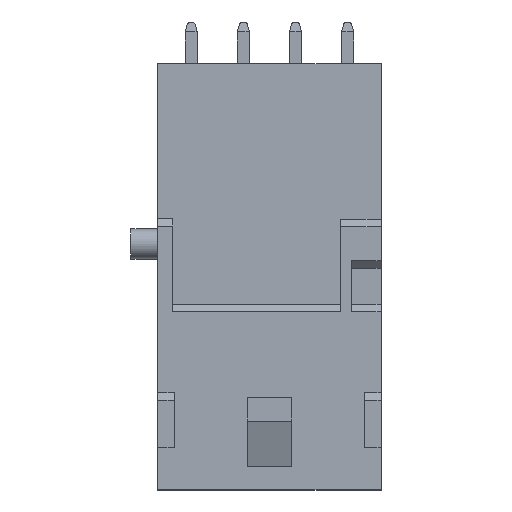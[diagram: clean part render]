
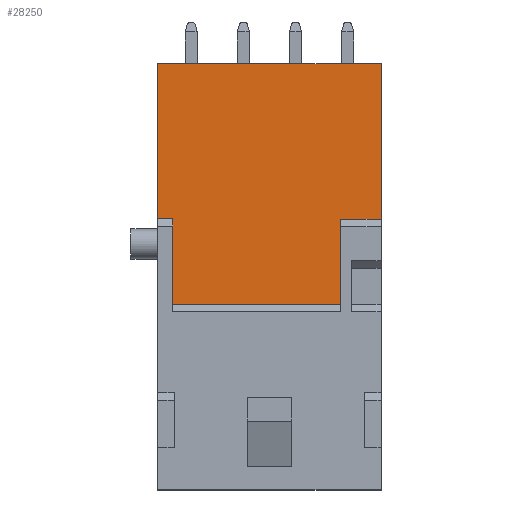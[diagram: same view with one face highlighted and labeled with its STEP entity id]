
A CAD part, top view. The second image highlights one B-rep face of the part: STEP entity #28250.
In plain terms, the highlighted face is planar.
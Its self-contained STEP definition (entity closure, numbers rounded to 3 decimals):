
#2030=CARTESIAN_POINT('',(23.64,14.86,-86.21));
#2040=VERTEX_POINT('',#2030);
#2070=CARTESIAN_POINT('',(23.64,14.86,0.));
#2080=DIRECTION('',(0.,0.,-1.));
#2090=VECTOR('',#2080,1.);
#2100=LINE('',#2070,#2090);
#2110=CARTESIAN_POINT('',(23.64,14.86,-101.21));
#2120=VERTEX_POINT('',#2110);
#2130=EDGE_CURVE('',#2040,#2120,#2100,.T.);
#25520=CARTESIAN_POINT('',(13.19,14.86,
-86.21));
#25530=VERTEX_POINT('',#25520);
#25560=CARTESIAN_POINT('',(13.19,14.86,
-86.21));
#25570=DIRECTION('',(1.,0.,0.));
#25580=VECTOR('',#25570,1.);
#25590=LINE('',#25560,#25580);
#25600=EDGE_CURVE('',#25530,#2040,#25590,.T.);
#27700=CARTESIAN_POINT('',(13.334,14.86,
-92.181));
#27710=DIRECTION('',(0.,1.,-0.));
#27720=DIRECTION('',(-1.,0.,0.));
#27730=AXIS2_PLACEMENT_3D('',#27700,#27710,#27720);
#27740=PLANE('',#27730);
#27750=CARTESIAN_POINT('',(7.49,14.86,0.));
#27760=DIRECTION('',(0.,0.,1.));
#27770=VECTOR('',#27760,1.);
#27780=LINE('',#27750,#27770);
#27790=CARTESIAN_POINT('',(7.49,14.86,
-100.2));
#27800=VERTEX_POINT('',#27790);
#27810=CARTESIAN_POINT('',(7.49,14.86,
-88.92));
#27820=VERTEX_POINT('',#27810);
#27830=EDGE_CURVE('',#27800,#27820,#27780,.T.);
#27840=ORIENTED_EDGE('',*,*,#27830,.T.);
#27850=CARTESIAN_POINT('',(0.,14.86,-100.2));
#27860=DIRECTION('',(1.,0.,0.));
#27870=VECTOR('',#27860,1.);
#27880=LINE('',#27850,#27870);
#27890=CARTESIAN_POINT('',(13.23,14.86,
-100.2));
#27900=VERTEX_POINT('',#27890);
#27910=EDGE_CURVE('',#27800,#27900,#27880,.T.);
#27920=ORIENTED_EDGE('',*,*,#27910,.F.);
#27930=CARTESIAN_POINT('',(13.23,14.86,0.));
#27940=DIRECTION('',(0.,0.,-1.));
#27950=VECTOR('',#27940,1.);
#27960=LINE('',#27930,#27950);
#27970=CARTESIAN_POINT('',(13.23,14.86,
-101.21));
#27980=VERTEX_POINT('',#27970);
#27990=EDGE_CURVE('',#27900,#27980,#27960,.T.);
#28000=ORIENTED_EDGE('',*,*,#27990,.F.);
#28010=CARTESIAN_POINT('',(0.,14.86,-101.21));
#28020=DIRECTION('',(1.,0.,0.));
#28030=VECTOR('',#28020,1.);
#28040=LINE('',#28010,#28030);
#28050=EDGE_CURVE('',#27980,#2120,#28040,.T.);
#28060=ORIENTED_EDGE('',*,*,#28050,.F.);
#28070=ORIENTED_EDGE('',*,*,#2130,.T.);
#28080=ORIENTED_EDGE('',*,*,#25600,.T.);
#28090=CARTESIAN_POINT('',(13.19,14.86,0.));
#28100=DIRECTION('',(0.,0.,-1.));
#28110=VECTOR('',#28100,1.);
#28120=LINE('',#28090,#28110);
#28130=CARTESIAN_POINT('',(13.19,14.86,
-88.92));
#28140=VERTEX_POINT('',#28130);
#28150=EDGE_CURVE('',#25530,#28140,#28120,.T.);
#28160=ORIENTED_EDGE('',*,*,#28150,.F.);
#28170=CARTESIAN_POINT('',(0.,14.86,-88.92));
#28180=DIRECTION('',(1.,0.,0.));
#28190=VECTOR('',#28180,1.);
#28200=LINE('',#28170,#28190);
#28210=EDGE_CURVE('',#27820,#28140,#28200,.T.);
#28220=ORIENTED_EDGE('',*,*,#28210,.T.);
#28230=EDGE_LOOP('',(#28220,#28160,#28080,#28070,#28060,#28000,#27920,
#27840));
#28240=FACE_OUTER_BOUND('',#28230,.T.);
#28250=ADVANCED_FACE('',(#28240),#27740,.T.);
